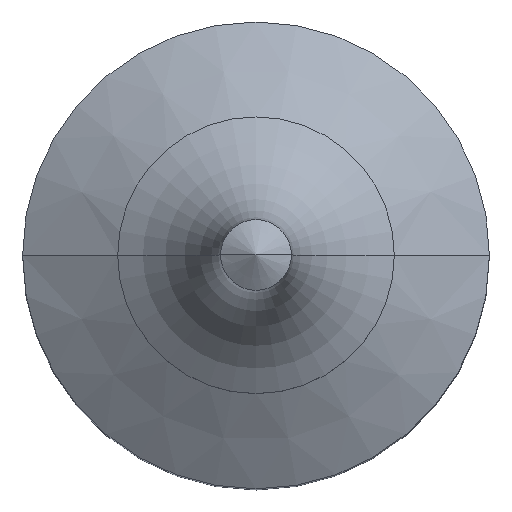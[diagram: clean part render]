
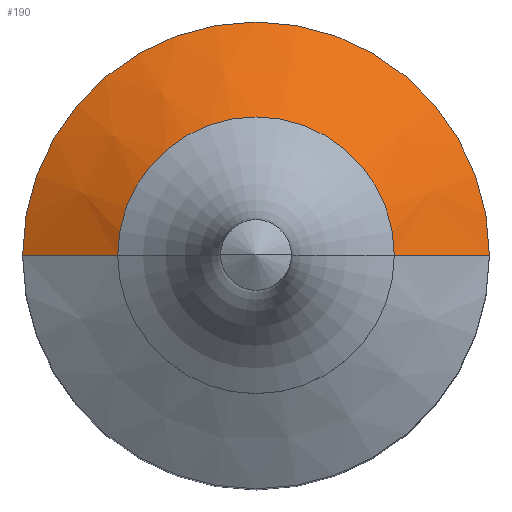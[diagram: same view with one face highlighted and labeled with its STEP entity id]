
A CAD part, top view. The second image highlights one B-rep face of the part: STEP entity #190.
In plain terms, the highlighted conical face has half-angle 60 degrees and reference radius 8 mm.
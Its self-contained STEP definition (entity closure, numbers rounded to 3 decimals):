
#22 = ORIENTED_EDGE ( 'NONE', *, *, #370, .F. ) ;
#25 = LINE ( 'NONE', #229, #311 ) ;
#59 = EDGE_CURVE ( 'NONE', #372, #166, #25, .T. ) ;
#166 = VERTEX_POINT ( 'NONE', #611 ) ;
#169 = ORIENTED_EDGE ( 'NONE', *, *, #59, .F. ) ;
#186 = VERTEX_POINT ( 'NONE', #755 ) ;
#189 = EDGE_CURVE ( 'NONE', #372, #186, #736, .T. ) ;
#190 = ADVANCED_FACE ( 'NONE', ( #742 ), #678, .T. ) ;
#229 = CARTESIAN_POINT ( 'NONE',  ( -8., 0., 89.981 ) ) ;
#311 = VECTOR ( 'NONE', #328, 1000. ) ;
#328 = DIRECTION ( 'NONE',  ( -0.866, 0., -0.5 ) ) ;
#367 = ORIENTED_EDGE ( 'NONE', *, *, #371, .T. ) ;
#368 = VERTEX_POINT ( 'NONE', #793 ) ;
#370 = EDGE_CURVE ( 'NONE', #166, #368, #894, .T. ) ;
#371 = EDGE_CURVE ( 'NONE', #186, #368, #902, .T. ) ;
#372 = VERTEX_POINT ( 'NONE', #903 ) ;
#374 = ORIENTED_EDGE ( 'NONE', *, *, #189, .T. ) ;
#376 = EDGE_LOOP ( 'NONE', ( #374, #367, #22, #169 ) ) ;
#611 = CARTESIAN_POINT ( 'NONE',  ( -13.5, 0., 86.805 ) ) ;
#672 = DIRECTION ( 'NONE',  ( -1., 0., 0. ) ) ;
#673 = DIRECTION ( 'NONE',  ( -1., 0., 0. ) ) ;
#674 = DIRECTION ( 'NONE',  ( 0., 0., -1. ) ) ;
#675 = CARTESIAN_POINT ( 'NONE',  ( 0., 0., 89.981 ) ) ;
#676 = AXIS2_PLACEMENT_3D ( 'NONE', #675, #674, #673 ) ;
#678 = CONICAL_SURFACE ( 'NONE', #746, 8., 1.047 ) ;
#734 = CARTESIAN_POINT ( 'NONE',  ( 0., 0., 89.981 ) ) ;
#736 = CIRCLE ( 'NONE', #676, 8. ) ;
#742 = FACE_OUTER_BOUND ( 'NONE', #376, .T. ) ;
#746 = AXIS2_PLACEMENT_3D ( 'NONE', #734, #757, #672 ) ;
#755 = CARTESIAN_POINT ( 'NONE',  ( 8., 0., 89.981 ) ) ;
#757 = DIRECTION ( 'NONE',  ( 0., 0., -1. ) ) ;
#792 = AXIS2_PLACEMENT_3D ( 'NONE', #893, #892, #891 ) ;
#793 = CARTESIAN_POINT ( 'NONE',  ( 13.5, 0., 86.805 ) ) ;
#886 = DIRECTION ( 'NONE',  ( 0.866, 0., -0.5 ) ) ;
#887 = VECTOR ( 'NONE', #886, 1000. ) ;
#888 = CARTESIAN_POINT ( 'NONE',  ( 8., 0., 89.981 ) ) ;
#891 = DIRECTION ( 'NONE',  ( -1., 0., 0. ) ) ;
#892 = DIRECTION ( 'NONE',  ( 0., 0., -1. ) ) ;
#893 = CARTESIAN_POINT ( 'NONE',  ( 0., 0., 86.805 ) ) ;
#894 = CIRCLE ( 'NONE', #792, 13.5 ) ;
#902 = LINE ( 'NONE', #888, #887 ) ;
#903 = CARTESIAN_POINT ( 'NONE',  ( -8., 0., 89.981 ) ) ;
